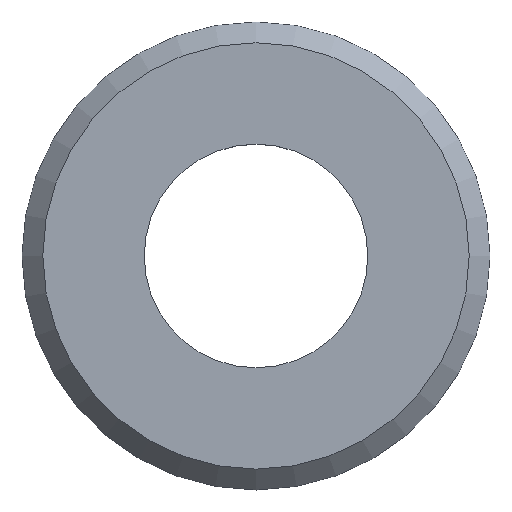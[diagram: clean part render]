
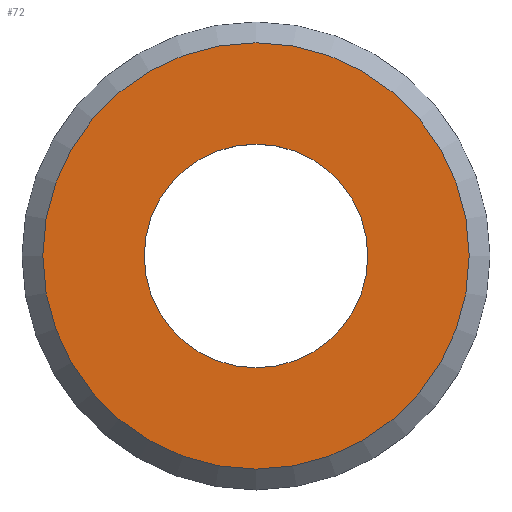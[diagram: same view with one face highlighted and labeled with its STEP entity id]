
A CAD part, top view. The second image highlights one B-rep face of the part: STEP entity #72.
In plain terms, the highlighted planar face has unit normal (0, 0, 1).
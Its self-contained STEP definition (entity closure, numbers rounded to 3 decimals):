
#21=PLANE('',#94);
#27=ORIENTED_EDGE('',*,*,#37,.T.);
#28=ORIENTED_EDGE('',*,*,#33,.T.);
#33=EDGE_CURVE('',#38,#38,#43,.T.);
#37=EDGE_CURVE('',#42,#42,#47,.F.);
#38=VERTEX_POINT('',#123);
#42=VERTEX_POINT('',#133);
#43=CIRCLE('',#89,2.15);
#47=CIRCLE('',#95,4.1);
#52=EDGE_LOOP('',(#27));
#53=EDGE_LOOP('',(#28));
#62=FACE_BOUND('',#52,.T.);
#63=FACE_BOUND('',#53,.T.);
#72=ADVANCED_FACE('',(#62,#63),#21,.F.);
#89=AXIS2_PLACEMENT_3D('',#122,#102,#103);
#94=AXIS2_PLACEMENT_3D('',#131,#112,#113);
#95=AXIS2_PLACEMENT_3D('',#132,#114,#115);
#102=DIRECTION('',(0.,0.,-1.));
#103=DIRECTION('',(1.,0.,0.));
#112=DIRECTION('',(0.,0.,-1.));
#113=DIRECTION('',(-1.,0.,0.));
#114=DIRECTION('',(0.,0.,-1.));
#115=DIRECTION('',(-1.,0.,0.));
#122=CARTESIAN_POINT('',(0.,0.,0.8));
#123=CARTESIAN_POINT('',(2.15,0.,0.8));
#131=CARTESIAN_POINT('',(0.,0.,0.8));
#132=CARTESIAN_POINT('',(0.,0.,0.8));
#133=CARTESIAN_POINT('',(-4.1,0.,0.8));
